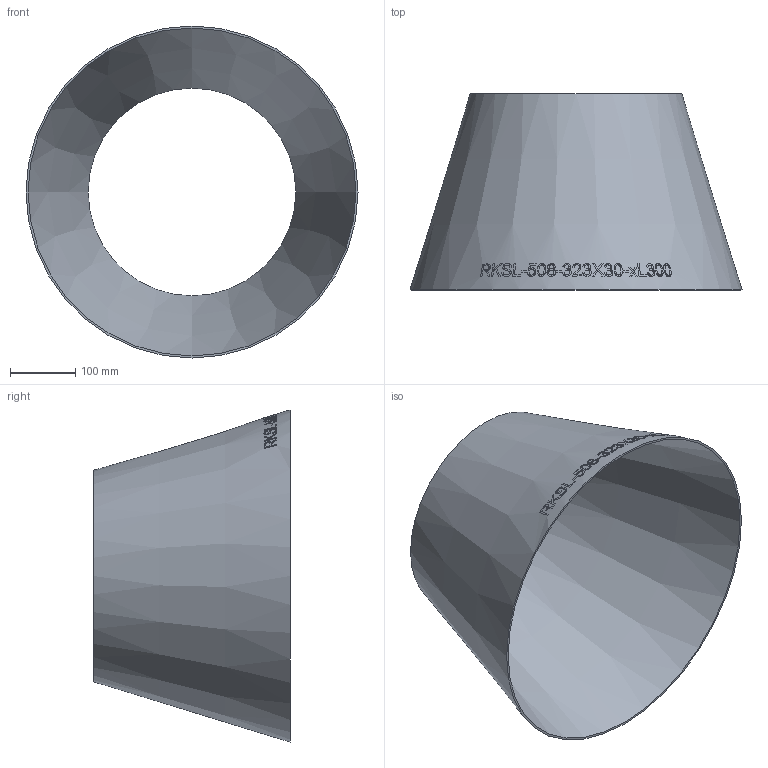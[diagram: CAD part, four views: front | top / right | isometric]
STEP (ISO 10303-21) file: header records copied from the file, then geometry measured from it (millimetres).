
FILE_DESCRIPTION (( 'STEP AP214' ), '1' );
FILE_NAME ('RKSL-508-323X30-xL300 Reduzierung Sonderlänge 2007.STEP', '2020-07-27T08:44:34', ( '' ), ( '' ), 'SwSTEP 2.0', 'SolidWorks 2019', '' );
FILE_SCHEMA (( 'AUTOMOTIVE_DESIGN' ));
Length unit declared in the file: millimetre
Products named in the file (1): RKSL-508-323X30-xL300 Reduzierung Sonderlänge 2007
Bounding box: 508 x 300 x 508 mm (x, y, z)
Volume: 1217454 mm3; surface area: 822095.2 mm2
Topology: 1 solids, 1 shells, 287 faces, 771 edges, 514 vertices
Faces by surface type: bspline 255, cone 30, plane 2
Entity records: 68154 total; most frequent: CARTESIAN_POINT 60167, ORIENTED_EDGE 1538, EDGE_CURVE 769, B_SPLINE_CURVE_WITH_KNOTS 765, VERTEX_POINT 514, EDGE_LOOP 319, ADVANCED_FACE 287, FACE_OUTER_BOUND 287
